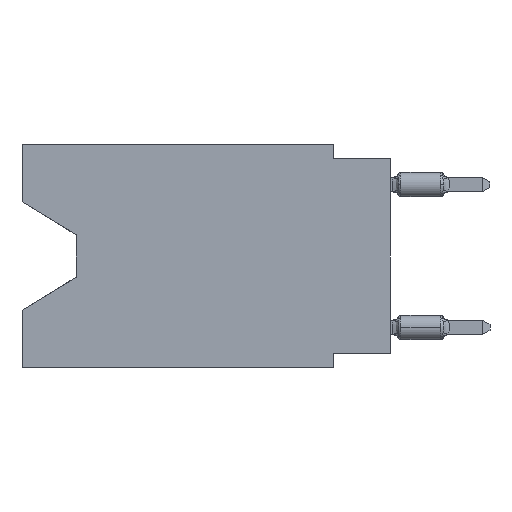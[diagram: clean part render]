
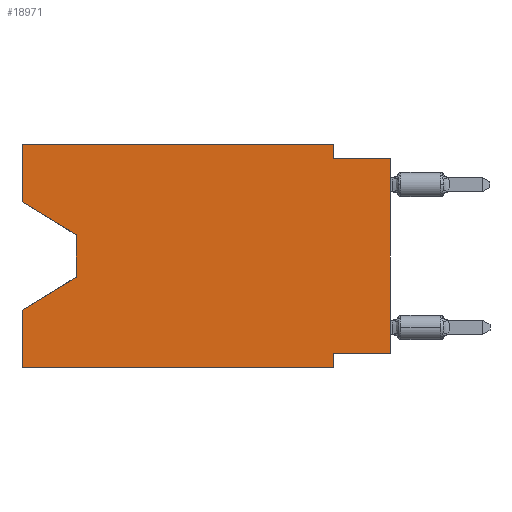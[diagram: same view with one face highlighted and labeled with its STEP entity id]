
A CAD part, left-side view. The second image highlights one B-rep face of the part: STEP entity #18971.
In plain terms, the highlighted planar face has unit normal (-1, 0, 0).
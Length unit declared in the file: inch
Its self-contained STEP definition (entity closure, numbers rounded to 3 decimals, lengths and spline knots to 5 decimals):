
#1441 = ORIENTED_EDGE ( 'NONE', *, *, #16652, .F. ) ;
#1966 = DIRECTION ( 'NONE',  ( 0., -1., 0. ) ) ;
#2063 = DIRECTION ( 'NONE',  ( 0., 0., -1. ) ) ;
#2443 = LINE ( 'NONE', #45801, #26819 ) ;
#2778 = ORIENTED_EDGE ( 'NONE', *, *, #5260, .T. ) ;
#2862 = VERTEX_POINT ( 'NONE', #42407 ) ;
#3075 = CARTESIAN_POINT ( 'NONE',  ( 0., 0.645, 0. ) ) ;
#3139 = VECTOR ( 'NONE', #8973, 39.37008 ) ;
#4050 = LINE ( 'NONE', #19776, #13938 ) ;
#5018 = CARTESIAN_POINT ( 'NONE',  ( 0., 0.1, -0.365 ) ) ;
#5260 = EDGE_CURVE ( 'NONE', #43430, #2862, #45853, .T. ) ;
#5684 = ORIENTED_EDGE ( 'NONE', *, *, #37519, .F. ) ;
#5813 = VECTOR ( 'NONE', #1966, 39.37008 ) ;
#5903 = VECTOR ( 'NONE', #41478, 39.37008 ) ;
#6240 = LINE ( 'NONE', #21948, #37041 ) ;
#6764 = ORIENTED_EDGE ( 'NONE', *, *, #42824, .F. ) ;
#7018 = VERTEX_POINT ( 'NONE', #30496 ) ;
#7386 = AXIS2_PLACEMENT_3D ( 'NONE', #31787, #16566, #12442 ) ;
#7523 = ORIENTED_EDGE ( 'NONE', *, *, #41301, .T. ) ;
#7831 = CARTESIAN_POINT ( 'NONE',  ( 0., 0., -0.025 ) ) ;
#7985 = EDGE_CURVE ( 'NONE', #9819, #13623, #19268, .T. ) ;
#8727 = CARTESIAN_POINT ( 'NONE',  ( 0., 0.645, 0. ) ) ;
#8799 = VECTOR ( 'NONE', #22498, 39.37008 ) ;
#8840 = PLANE ( 'NONE',  #7386 ) ;
#8973 = DIRECTION ( 'NONE',  ( 0., -1., 0. ) ) ;
#9240 = LINE ( 'NONE', #8727, #3139 ) ;
#9819 = VERTEX_POINT ( 'NONE', #5018 ) ;
#9979 = EDGE_CURVE ( 'NONE', #16912, #2862, #50402, .T. ) ;
#10735 = EDGE_CURVE ( 'NONE', #7018, #22339, #21368, .T. ) ;
#12281 = ORIENTED_EDGE ( 'NONE', *, *, #24784, .T. ) ;
#12442 = DIRECTION ( 'NONE',  ( 0., 0., -1. ) ) ;
#13577 = LINE ( 'NONE', #29292, #5813 ) ;
#13623 = VERTEX_POINT ( 'NONE', #15895 ) ;
#13938 = VECTOR ( 'NONE', #35533, 39.37008 ) ;
#15189 = CARTESIAN_POINT ( 'NONE',  ( 0., 0.645, -0.10025 ) ) ;
#15895 = CARTESIAN_POINT ( 'NONE',  ( 0., 0.1, -0.39 ) ) ;
#16566 = DIRECTION ( 'NONE',  ( 1., 0., 0. ) ) ;
#16652 = EDGE_CURVE ( 'NONE', #27499, #24772, #6240, .T. ) ;
#16912 = VERTEX_POINT ( 'NONE', #21635 ) ;
#17190 = CARTESIAN_POINT ( 'NONE',  ( 0., 0.645, -0.28975 ) ) ;
#17624 = LINE ( 'NONE', #33356, #8799 ) ;
#18048 = EDGE_CURVE ( 'NONE', #47194, #48576, #4050, .T. ) ;
#18971 = ADVANCED_FACE ( 'NONE', ( #43427 ), #8840, .F. ) ;
#19268 = LINE ( 'NONE', #35530, #32394 ) ;
#19480 = VECTOR ( 'NONE', #2063, 39.37008 ) ;
#19776 = CARTESIAN_POINT ( 'NONE',  ( 0., 0.645, 0. ) ) ;
#20421 = CARTESIAN_POINT ( 'NONE',  ( 0., 0.1, 0. ) ) ;
#21368 = LINE ( 'NONE', #33260, #42076 ) ;
#21635 = CARTESIAN_POINT ( 'NONE',  ( 0., 0.1, -0.025 ) ) ;
#21948 = CARTESIAN_POINT ( 'NONE',  ( 0., 0.645, 0. ) ) ;
#22037 = DIRECTION ( 'NONE',  ( 0., 1., 0. ) ) ;
#22339 = VERTEX_POINT ( 'NONE', #39013 ) ;
#22498 = DIRECTION ( 'NONE',  ( 0., 0.855, -0.519 ) ) ;
#24405 = ORIENTED_EDGE ( 'NONE', *, *, #38966, .F. ) ;
#24772 = VERTEX_POINT ( 'NONE', #17190 ) ;
#24784 = EDGE_CURVE ( 'NONE', #27499, #13623, #13577, .T. ) ;
#25181 = ORIENTED_EDGE ( 'NONE', *, *, #9979, .F. ) ;
#25910 = EDGE_LOOP ( 'NONE', ( #42582, #40531, #7523, #1441, #12281, #33630, #5684, #2778, #25181, #24405, #6764, #45172 ) ) ;
#26801 = CARTESIAN_POINT ( 'NONE',  ( 0., 0.1, 0. ) ) ;
#26819 = VECTOR ( 'NONE', #22037, 39.37008 ) ;
#27499 = VERTEX_POINT ( 'NONE', #33174 ) ;
#29292 = CARTESIAN_POINT ( 'NONE',  ( 0., 0.645, -0.39 ) ) ;
#30412 = LINE ( 'NONE', #26801, #19480 ) ;
#30496 = CARTESIAN_POINT ( 'NONE',  ( 0., 0.55, -0.158 ) ) ;
#31787 = CARTESIAN_POINT ( 'NONE',  ( 0., 0.645, 0. ) ) ;
#32394 = VECTOR ( 'NONE', #35268, 39.37008 ) ;
#33174 = CARTESIAN_POINT ( 'NONE',  ( 0., 0.645, -0.39 ) ) ;
#33260 = CARTESIAN_POINT ( 'NONE',  ( 0., 0.55, -0.158 ) ) ;
#33356 = CARTESIAN_POINT ( 'NONE',  ( 0., 0.55, -0.232 ) ) ;
#33399 = VERTEX_POINT ( 'NONE', #20421 ) ;
#33630 = ORIENTED_EDGE ( 'NONE', *, *, #7985, .F. ) ;
#35268 = DIRECTION ( 'NONE',  ( 0., 0., -1. ) ) ;
#35530 = CARTESIAN_POINT ( 'NONE',  ( 0., 0.1, -0.39 ) ) ;
#35533 = DIRECTION ( 'NONE',  ( 0., 0., 1. ) ) ;
#37041 = VECTOR ( 'NONE', #45711, 39.37008 ) ;
#37519 = EDGE_CURVE ( 'NONE', #43430, #9819, #2443, .T. ) ;
#38966 = EDGE_CURVE ( 'NONE', #33399, #16912, #30412, .T. ) ;
#39013 = CARTESIAN_POINT ( 'NONE',  ( 0., 0.55, -0.232 ) ) ;
#40117 = CARTESIAN_POINT ( 'NONE',  ( 0., 0., -0.365 ) ) ;
#40531 = ORIENTED_EDGE ( 'NONE', *, *, #10735, .T. ) ;
#41301 = EDGE_CURVE ( 'NONE', #22339, #24772, #17624, .T. ) ;
#41478 = DIRECTION ( 'NONE',  ( 0., 0., 1. ) ) ;
#41501 = VECTOR ( 'NONE', #42655, 39.37008 ) ;
#41795 = VECTOR ( 'NONE', #49899, 39.37008 ) ;
#41819 = EDGE_CURVE ( 'NONE', #47194, #7018, #42660, .T. ) ;
#42076 = VECTOR ( 'NONE', #49002, 39.37008 ) ;
#42151 = CARTESIAN_POINT ( 'NONE',  ( 0., 0.645, -0.10025 ) ) ;
#42407 = CARTESIAN_POINT ( 'NONE',  ( 0., 0., -0.025 ) ) ;
#42582 = ORIENTED_EDGE ( 'NONE', *, *, #41819, .T. ) ;
#42655 = DIRECTION ( 'NONE',  ( 0., -1., 0. ) ) ;
#42660 = LINE ( 'NONE', #42151, #41795 ) ;
#42824 = EDGE_CURVE ( 'NONE', #48576, #33399, #9240, .T. ) ;
#43427 = FACE_OUTER_BOUND ( 'NONE', #25910, .T. ) ;
#43430 = VERTEX_POINT ( 'NONE', #40117 ) ;
#45172 = ORIENTED_EDGE ( 'NONE', *, *, #18048, .F. ) ;
#45711 = DIRECTION ( 'NONE',  ( 0., 0., 1. ) ) ;
#45801 = CARTESIAN_POINT ( 'NONE',  ( 0., 0., -0.365 ) ) ;
#45853 = LINE ( 'NONE', #49207, #5903 ) ;
#47194 = VERTEX_POINT ( 'NONE', #15189 ) ;
#48576 = VERTEX_POINT ( 'NONE', #3075 ) ;
#49002 = DIRECTION ( 'NONE',  ( 0., 0., -1. ) ) ;
#49207 = CARTESIAN_POINT ( 'NONE',  ( 0., 0., 0. ) ) ;
#49899 = DIRECTION ( 'NONE',  ( 0., -0.855, -0.519 ) ) ;
#50402 = LINE ( 'NONE', #7831, #41501 ) ;
